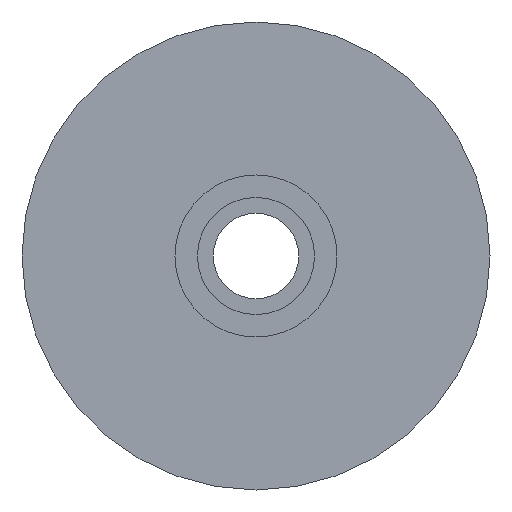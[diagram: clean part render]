
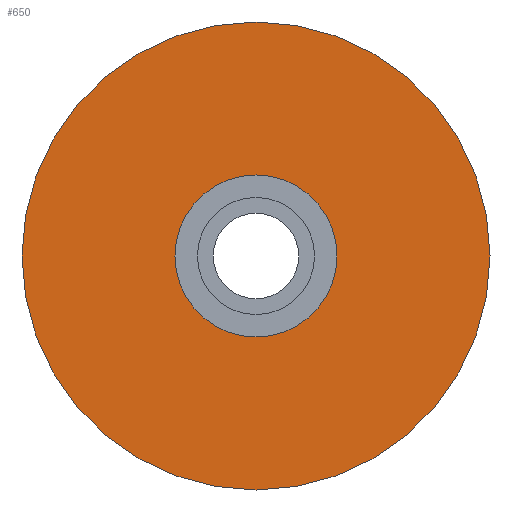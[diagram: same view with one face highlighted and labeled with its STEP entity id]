
A CAD part, left-side view. The second image highlights one B-rep face of the part: STEP entity #650.
In plain terms, the highlighted planar face has unit normal (-1, 0, 0).
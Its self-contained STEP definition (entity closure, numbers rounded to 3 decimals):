
#3 = DIRECTION ( 'NONE',  ( 0., 0., -1. ) ) ;
#24 = CARTESIAN_POINT ( 'NONE',  ( -4., 0., 26. ) ) ;
#25 = VERTEX_POINT ( 'NONE', #169 ) ;
#30 = FACE_BOUND ( 'NONE', #67, .T. ) ;
#57 = DIRECTION ( 'NONE',  ( 1., 0., 0. ) ) ;
#58 = EDGE_CURVE ( 'NONE', #706, #437, #467, .T. ) ;
#65 = DIRECTION ( 'NONE',  ( 1., 0., 0. ) ) ;
#67 = EDGE_LOOP ( 'NONE', ( #559, #328 ) ) ;
#98 = EDGE_CURVE ( 'NONE', #25, #210, #370, .T. ) ;
#108 = EDGE_CURVE ( 'NONE', #210, #25, #226, .T. ) ;
#113 = AXIS2_PLACEMENT_3D ( 'NONE', #635, #296, #3 ) ;
#119 = EDGE_CURVE ( 'NONE', #437, #706, #430, .T. ) ;
#125 = DIRECTION ( 'NONE',  ( 0., 0., -1. ) ) ;
#169 = CARTESIAN_POINT ( 'NONE',  ( -4., 0., -26. ) ) ;
#210 = VERTEX_POINT ( 'NONE', #24 ) ;
#212 = DIRECTION ( 'NONE',  ( 0., 0., 1. ) ) ;
#217 = AXIS2_PLACEMENT_3D ( 'NONE', #665, #728, #212 ) ;
#226 = CIRCLE ( 'NONE', #529, 26. ) ;
#235 = ORIENTED_EDGE ( 'NONE', *, *, #108, .F. ) ;
#237 = AXIS2_PLACEMENT_3D ( 'NONE', #481, #57, #125 ) ;
#246 = CARTESIAN_POINT ( 'NONE',  ( -4., 0., 0. ) ) ;
#296 = DIRECTION ( 'NONE',  ( 1., 0., 0. ) ) ;
#324 = AXIS2_PLACEMENT_3D ( 'NONE', #246, #65, #351 ) ;
#328 = ORIENTED_EDGE ( 'NONE', *, *, #58, .T. ) ;
#351 = DIRECTION ( 'NONE',  ( 0., 0., -1. ) ) ;
#370 = CIRCLE ( 'NONE', #324, 26. ) ;
#379 = FACE_OUTER_BOUND ( 'NONE', #495, .T. ) ;
#404 = DIRECTION ( 'NONE',  ( 0., 0., -1. ) ) ;
#430 = CIRCLE ( 'NONE', #237, 9. ) ;
#435 = PLANE ( 'NONE',  #217 ) ;
#437 = VERTEX_POINT ( 'NONE', #680 ) ;
#467 = CIRCLE ( 'NONE', #113, 9. ) ;
#481 = CARTESIAN_POINT ( 'NONE',  ( -4., 0., 0. ) ) ;
#495 = EDGE_LOOP ( 'NONE', ( #727, #235 ) ) ;
#529 = AXIS2_PLACEMENT_3D ( 'NONE', #589, #692, #404 ) ;
#559 = ORIENTED_EDGE ( 'NONE', *, *, #119, .T. ) ;
#589 = CARTESIAN_POINT ( 'NONE',  ( -4., 0., 0. ) ) ;
#605 = CARTESIAN_POINT ( 'NONE',  ( -4., 0., 9. ) ) ;
#635 = CARTESIAN_POINT ( 'NONE',  ( -4., 0., 0. ) ) ;
#650 = ADVANCED_FACE ( 'NONE', ( #30, #379 ), #435, .T. ) ;
#665 = CARTESIAN_POINT ( 'NONE',  ( -4., 0., 0. ) ) ;
#680 = CARTESIAN_POINT ( 'NONE',  ( -4., 0., -9. ) ) ;
#692 = DIRECTION ( 'NONE',  ( 1., 0., 0. ) ) ;
#706 = VERTEX_POINT ( 'NONE', #605 ) ;
#727 = ORIENTED_EDGE ( 'NONE', *, *, #98, .F. ) ;
#728 = DIRECTION ( 'NONE',  ( -1., 0., 0. ) ) ;
